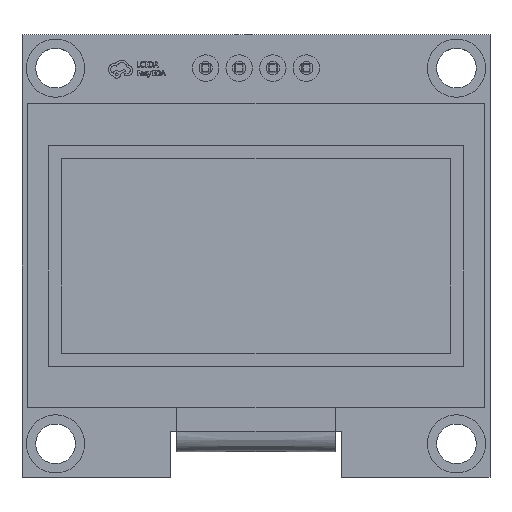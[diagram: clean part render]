
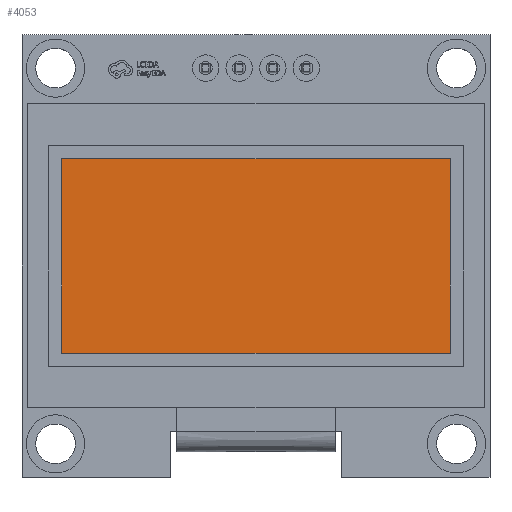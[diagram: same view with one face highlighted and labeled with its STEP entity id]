
A CAD part, top view. The second image highlights one B-rep face of the part: STEP entity #4053.
In plain terms, the highlighted planar face has unit normal (0, 0, 1).
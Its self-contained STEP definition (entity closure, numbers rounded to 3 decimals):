
#3975 = EDGE_CURVE('',#3976,#3978,#3980,.T.);
#3976 = VERTEX_POINT('',#3977);
#3977 = CARTESIAN_POINT('',(14.71,-21.694,8.02));
#3978 = VERTEX_POINT('',#3979);
#3979 = CARTESIAN_POINT('',(14.71,-6.994,8.02));
#3980 = LINE('',#3981,#3982);
#3981 = CARTESIAN_POINT('',(14.71,-14.344,8.02));
#3982 = VECTOR('',#3983,1.);
#3983 = DIRECTION('',(0.,1.,0.));
#3985 = EDGE_CURVE('',#3986,#3976,#3988,.T.);
#3986 = VERTEX_POINT('',#3987);
#3987 = CARTESIAN_POINT('',(-14.71,-21.694,8.02));
#3988 = LINE('',#3989,#3990);
#3989 = CARTESIAN_POINT('',(0.,-21.694,
    8.02));
#3990 = VECTOR('',#3991,1.);
#3991 = DIRECTION('',(1.,0.,0.));
#3993 = EDGE_CURVE('',#3994,#3986,#3996,.T.);
#3994 = VERTEX_POINT('',#3995);
#3995 = CARTESIAN_POINT('',(-14.71,-6.994,8.02));
#3996 = LINE('',#3997,#3998);
#3997 = CARTESIAN_POINT('',(-14.71,-14.344,8.02));
#3998 = VECTOR('',#3999,1.);
#3999 = DIRECTION('',(0.,-1.,0.));
#4001 = EDGE_CURVE('',#3978,#3994,#4002,.T.);
#4002 = LINE('',#4003,#4004);
#4003 = CARTESIAN_POINT('',(0.,-6.994,
    8.02));
#4004 = VECTOR('',#4005,1.);
#4005 = DIRECTION('',(-1.,0.,0.));
#4053 = ADVANCED_FACE('',(#4054),#4060,.F.);
#4054 = FACE_BOUND('',#4055,.T.);
#4055 = EDGE_LOOP('',(#4056,#4057,#4058,#4059));
#4056 = ORIENTED_EDGE('',*,*,#3985,.T.);
#4057 = ORIENTED_EDGE('',*,*,#3975,.T.);
#4058 = ORIENTED_EDGE('',*,*,#4001,.T.);
#4059 = ORIENTED_EDGE('',*,*,#3993,.T.);
#4060 = PLANE('',#4061);
#4061 = AXIS2_PLACEMENT_3D('',#4062,#4063,#4064);
#4062 = CARTESIAN_POINT('',(0.,-14.344,
    8.02));
#4063 = DIRECTION('',(0.,0.,-1.));
#4064 = DIRECTION('',(-1.,0.,0.));
